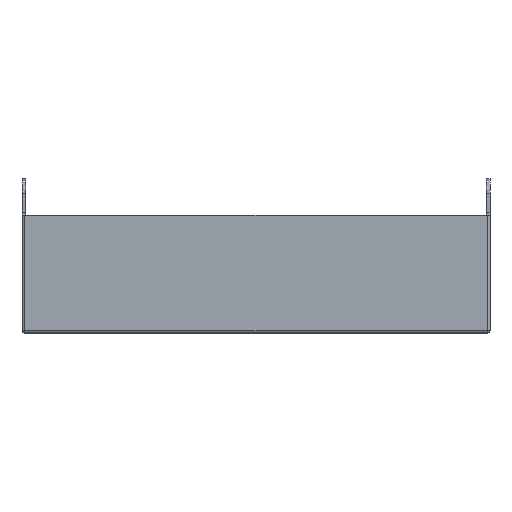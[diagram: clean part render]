
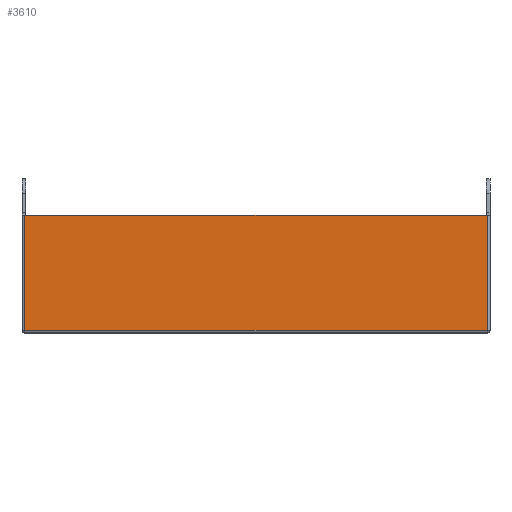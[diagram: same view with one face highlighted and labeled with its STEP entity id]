
A CAD part, left-side view. The second image highlights one B-rep face of the part: STEP entity #3610.
In plain terms, the highlighted planar face has unit normal (-1, 0, 0).
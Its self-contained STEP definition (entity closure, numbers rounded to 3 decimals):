
#137 = CYLINDRICAL_SURFACE('',#138,1.5);
#138 = AXIS2_PLACEMENT_3D('',#139,#140,#141);
#139 = CARTESIAN_POINT('',(1.5,-258.,-83.5));
#140 = DIRECTION('',(0.,1.,0.));
#141 = DIRECTION('',(0.,0.,-1.));
#423 = VERTEX_POINT('',#424);
#424 = CARTESIAN_POINT('',(0.,-256.5,-83.5));
#446 = EDGE_CURVE('',#423,#447,#449,.T.);
#447 = VERTEX_POINT('',#448);
#448 = CARTESIAN_POINT('',(0.,-1.5,-83.5));
#449 = SURFACE_CURVE('',#450,(#454,#461),.PCURVE_S1.);
#450 = LINE('',#451,#452);
#451 = CARTESIAN_POINT('',(0.,-258.,-83.5));
#452 = VECTOR('',#453,1.);
#453 = DIRECTION('',(0.,1.,0.));
#454 = PCURVE('',#137,#455);
#455 = DEFINITIONAL_REPRESENTATION('',(#456),#460);
#456 = LINE('',#457,#458);
#457 = CARTESIAN_POINT('',(1.571,0.));
#458 = VECTOR('',#459,1.);
#459 = DIRECTION('',(0.,1.));
#460 = ( GEOMETRIC_REPRESENTATION_CONTEXT(2) 
PARAMETRIC_REPRESENTATION_CONTEXT() REPRESENTATION_CONTEXT('2D SPACE',''
  ) );
#461 = PCURVE('',#462,#467);
#462 = PLANE('',#463);
#463 = AXIS2_PLACEMENT_3D('',#464,#465,#466);
#464 = CARTESIAN_POINT('',(0.,-258.,0.));
#465 = DIRECTION('',(1.,0.,0.));
#466 = DIRECTION('',(0.,1.,0.));
#467 = DEFINITIONAL_REPRESENTATION('',(#468),#472);
#468 = LINE('',#469,#470);
#469 = CARTESIAN_POINT('',(0.,-83.5));
#470 = VECTOR('',#471,1.);
#471 = DIRECTION('',(1.,0.));
#472 = ( GEOMETRIC_REPRESENTATION_CONTEXT(2) 
PARAMETRIC_REPRESENTATION_CONTEXT() REPRESENTATION_CONTEXT('2D SPACE',''
  ) );
#2810 = CYLINDRICAL_SURFACE('',#2811,1.5);
#2811 = AXIS2_PLACEMENT_3D('',#2812,#2813,#2814);
#2812 = CARTESIAN_POINT('',(1.5,-256.5,-20.));
#2813 = DIRECTION('',(-0.,-0.,-1.));
#2814 = DIRECTION('',(-1.,0.,0.));
#3610 = ADVANCED_FACE('',(#3611),#462,.F.);
#3611 = FACE_BOUND('',#3612,.F.);
#3612 = EDGE_LOOP('',(#3613,#3643,#3671,#3699,#3720,#3721));
#3613 = ORIENTED_EDGE('',*,*,#3614,.F.);
#3614 = EDGE_CURVE('',#3615,#3617,#3619,.T.);
#3615 = VERTEX_POINT('',#3616);
#3616 = CARTESIAN_POINT('',(0.,-2.032,-20.));
#3617 = VERTEX_POINT('',#3618);
#3618 = CARTESIAN_POINT('',(0.,-1.5,-20.));
#3619 = SURFACE_CURVE('',#3620,(#3624,#3631),.PCURVE_S1.);
#3620 = LINE('',#3621,#3622);
#3621 = CARTESIAN_POINT('',(0.,-258.,-20.));
#3622 = VECTOR('',#3623,1.);
#3623 = DIRECTION('',(0.,1.,0.));
#3624 = PCURVE('',#462,#3625);
#3625 = DEFINITIONAL_REPRESENTATION('',(#3626),#3630);
#3626 = LINE('',#3627,#3628);
#3627 = CARTESIAN_POINT('',(0.,-20.));
#3628 = VECTOR('',#3629,1.);
#3629 = DIRECTION('',(1.,0.));
#3630 = ( GEOMETRIC_REPRESENTATION_CONTEXT(2) 
PARAMETRIC_REPRESENTATION_CONTEXT() REPRESENTATION_CONTEXT('2D SPACE',''
  ) );
#3631 = PCURVE('',#3632,#3637);
#3632 = PLANE('',#3633);
#3633 = AXIS2_PLACEMENT_3D('',#3634,#3635,#3636);
#3634 = CARTESIAN_POINT('',(1.5,-258.,-20.));
#3635 = DIRECTION('',(0.,0.,1.));
#3636 = DIRECTION('',(-1.,0.,0.));
#3637 = DEFINITIONAL_REPRESENTATION('',(#3638),#3642);
#3638 = LINE('',#3639,#3640);
#3639 = CARTESIAN_POINT('',(1.5,0.));
#3640 = VECTOR('',#3641,1.);
#3641 = DIRECTION('',(0.,-1.));
#3642 = ( GEOMETRIC_REPRESENTATION_CONTEXT(2) 
PARAMETRIC_REPRESENTATION_CONTEXT() REPRESENTATION_CONTEXT('2D SPACE',''
  ) );
#3643 = ORIENTED_EDGE('',*,*,#3644,.F.);
#3644 = EDGE_CURVE('',#3645,#3615,#3647,.T.);
#3645 = VERTEX_POINT('',#3646);
#3646 = CARTESIAN_POINT('',(0.,-255.968,-20.));
#3647 = SURFACE_CURVE('',#3648,(#3652,#3659),.PCURVE_S1.);
#3648 = LINE('',#3649,#3650);
#3649 = CARTESIAN_POINT('',(0.,-258.,-20.));
#3650 = VECTOR('',#3651,1.);
#3651 = DIRECTION('',(0.,1.,0.));
#3652 = PCURVE('',#462,#3653);
#3653 = DEFINITIONAL_REPRESENTATION('',(#3654),#3658);
#3654 = LINE('',#3655,#3656);
#3655 = CARTESIAN_POINT('',(0.,-20.));
#3656 = VECTOR('',#3657,1.);
#3657 = DIRECTION('',(1.,0.));
#3658 = ( GEOMETRIC_REPRESENTATION_CONTEXT(2) 
PARAMETRIC_REPRESENTATION_CONTEXT() REPRESENTATION_CONTEXT('2D SPACE',''
  ) );
#3659 = PCURVE('',#3660,#3665);
#3660 = PLANE('',#3661);
#3661 = AXIS2_PLACEMENT_3D('',#3662,#3663,#3664);
#3662 = CARTESIAN_POINT('',(222.,-2.032,-20.));
#3663 = DIRECTION('',(0.,0.,1.));
#3664 = DIRECTION('',(0.,-1.,0.));
#3665 = DEFINITIONAL_REPRESENTATION('',(#3666),#3670);
#3666 = LINE('',#3667,#3668);
#3667 = CARTESIAN_POINT('',(255.968,-222.));
#3668 = VECTOR('',#3669,1.);
#3669 = DIRECTION('',(-1.,0.));
#3670 = ( GEOMETRIC_REPRESENTATION_CONTEXT(2) 
PARAMETRIC_REPRESENTATION_CONTEXT() REPRESENTATION_CONTEXT('2D SPACE',''
  ) );
#3671 = ORIENTED_EDGE('',*,*,#3672,.F.);
#3672 = EDGE_CURVE('',#3673,#3645,#3675,.T.);
#3673 = VERTEX_POINT('',#3674);
#3674 = CARTESIAN_POINT('',(0.,-256.5,-20.));
#3675 = SURFACE_CURVE('',#3676,(#3680,#3687),.PCURVE_S1.);
#3676 = LINE('',#3677,#3678);
#3677 = CARTESIAN_POINT('',(0.,-258.,-20.));
#3678 = VECTOR('',#3679,1.);
#3679 = DIRECTION('',(0.,1.,0.));
#3680 = PCURVE('',#462,#3681);
#3681 = DEFINITIONAL_REPRESENTATION('',(#3682),#3686);
#3682 = LINE('',#3683,#3684);
#3683 = CARTESIAN_POINT('',(0.,-20.));
#3684 = VECTOR('',#3685,1.);
#3685 = DIRECTION('',(1.,0.));
#3686 = ( GEOMETRIC_REPRESENTATION_CONTEXT(2) 
PARAMETRIC_REPRESENTATION_CONTEXT() REPRESENTATION_CONTEXT('2D SPACE',''
  ) );
#3687 = PCURVE('',#3688,#3693);
#3688 = PLANE('',#3689);
#3689 = AXIS2_PLACEMENT_3D('',#3690,#3691,#3692);
#3690 = CARTESIAN_POINT('',(1.5,-258.,-20.));
#3691 = DIRECTION('',(0.,0.,1.));
#3692 = DIRECTION('',(-1.,0.,0.));
#3693 = DEFINITIONAL_REPRESENTATION('',(#3694),#3698);
#3694 = LINE('',#3695,#3696);
#3695 = CARTESIAN_POINT('',(1.5,0.));
#3696 = VECTOR('',#3697,1.);
#3697 = DIRECTION('',(0.,-1.));
#3698 = ( GEOMETRIC_REPRESENTATION_CONTEXT(2) 
PARAMETRIC_REPRESENTATION_CONTEXT() REPRESENTATION_CONTEXT('2D SPACE',''
  ) );
#3699 = ORIENTED_EDGE('',*,*,#3700,.T.);
#3700 = EDGE_CURVE('',#3673,#423,#3701,.T.);
#3701 = SURFACE_CURVE('',#3702,(#3706,#3713),.PCURVE_S1.);
#3702 = LINE('',#3703,#3704);
#3703 = CARTESIAN_POINT('',(0.,-256.5,-20.));
#3704 = VECTOR('',#3705,1.);
#3705 = DIRECTION('',(-0.,-0.,-1.));
#3706 = PCURVE('',#462,#3707);
#3707 = DEFINITIONAL_REPRESENTATION('',(#3708),#3712);
#3708 = LINE('',#3709,#3710);
#3709 = CARTESIAN_POINT('',(1.5,-20.));
#3710 = VECTOR('',#3711,1.);
#3711 = DIRECTION('',(0.,-1.));
#3712 = ( GEOMETRIC_REPRESENTATION_CONTEXT(2) 
PARAMETRIC_REPRESENTATION_CONTEXT() REPRESENTATION_CONTEXT('2D SPACE',''
  ) );
#3713 = PCURVE('',#2810,#3714);
#3714 = DEFINITIONAL_REPRESENTATION('',(#3715),#3719);
#3715 = LINE('',#3716,#3717);
#3716 = CARTESIAN_POINT('',(-0.,0.));
#3717 = VECTOR('',#3718,1.);
#3718 = DIRECTION('',(-0.,1.));
#3719 = ( GEOMETRIC_REPRESENTATION_CONTEXT(2) 
PARAMETRIC_REPRESENTATION_CONTEXT() REPRESENTATION_CONTEXT('2D SPACE',''
  ) );
#3720 = ORIENTED_EDGE('',*,*,#446,.T.);
#3721 = ORIENTED_EDGE('',*,*,#3722,.F.);
#3722 = EDGE_CURVE('',#3617,#447,#3723,.T.);
#3723 = SURFACE_CURVE('',#3724,(#3728,#3735),.PCURVE_S1.);
#3724 = LINE('',#3725,#3726);
#3725 = CARTESIAN_POINT('',(0.,-1.5,-20.));
#3726 = VECTOR('',#3727,1.);
#3727 = DIRECTION('',(-0.,-0.,-1.));
#3728 = PCURVE('',#462,#3729);
#3729 = DEFINITIONAL_REPRESENTATION('',(#3730),#3734);
#3730 = LINE('',#3731,#3732);
#3731 = CARTESIAN_POINT('',(256.5,-20.));
#3732 = VECTOR('',#3733,1.);
#3733 = DIRECTION('',(0.,-1.));
#3734 = ( GEOMETRIC_REPRESENTATION_CONTEXT(2) 
PARAMETRIC_REPRESENTATION_CONTEXT() REPRESENTATION_CONTEXT('2D SPACE',''
  ) );
#3735 = PCURVE('',#3736,#3741);
#3736 = CYLINDRICAL_SURFACE('',#3737,1.5);
#3737 = AXIS2_PLACEMENT_3D('',#3738,#3739,#3740);
#3738 = CARTESIAN_POINT('',(1.5,-1.5,-20.));
#3739 = DIRECTION('',(-0.,-0.,-1.));
#3740 = DIRECTION('',(0.,1.,-0.));
#3741 = DEFINITIONAL_REPRESENTATION('',(#3742),#3746);
#3742 = LINE('',#3743,#3744);
#3743 = CARTESIAN_POINT('',(-1.571,0.));
#3744 = VECTOR('',#3745,1.);
#3745 = DIRECTION('',(-0.,1.));
#3746 = ( GEOMETRIC_REPRESENTATION_CONTEXT(2) 
PARAMETRIC_REPRESENTATION_CONTEXT() REPRESENTATION_CONTEXT('2D SPACE',''
  ) );
